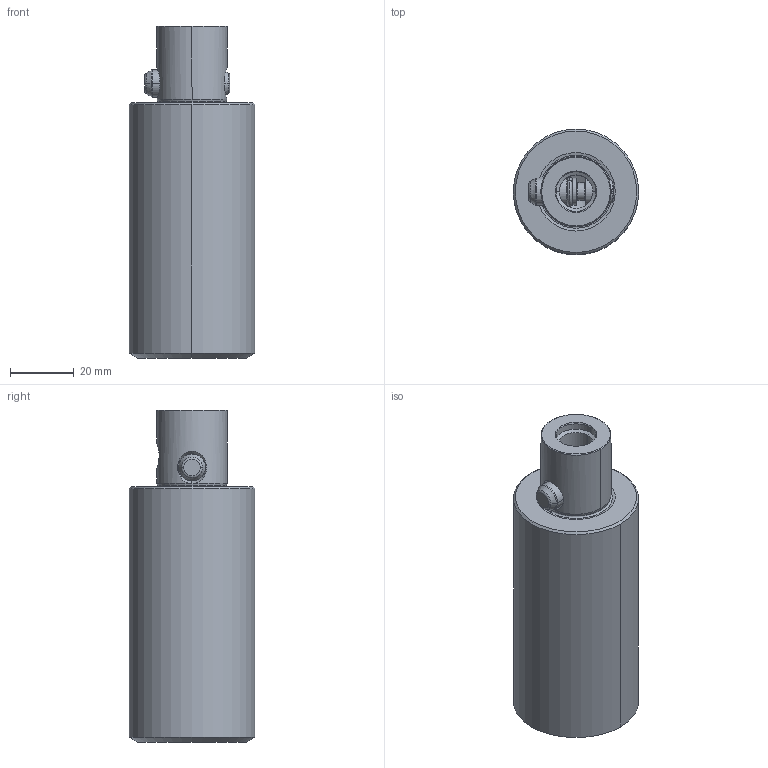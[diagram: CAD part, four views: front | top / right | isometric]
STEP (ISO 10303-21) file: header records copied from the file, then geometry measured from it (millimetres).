
FILE_DESCRIPTION(('no description'),'unknown implementation level');
FILE_NAME('EBAB15BD-5CF5-47FC-AEED-1F7C520E21D8_export.stp',' ',('CIMSOURCE GmbH'),('CADClick - KiM GmbH - www.kimweb.de'),'unknown preprocess','ACIS','unknown authorization');
FILE_SCHEMA(('automotive_design'));
Length unit declared in the file: millimetre
Products named in the file (3): 335.541 Kaiser CKS4 X D39 X 80|335.541 Kaiser CKS4 X D39 X 80_Standard;NONE; 335.541 Kaiser CKS4 X D39 X 80|691.504 Kaiser ETL �8,5 X 27K_Standard|691.524_Standard;NONE; 335.541 Kaiser CKS4 X D39 X 80|691.504 Kaiser ETL �8,5 X 27K_Standard|692.286 O-Ring 6x1.5_Standard;NONE
Bounding box: 39.3 x 39.3 x 104 mm (x, y, z)
Volume: 104028.5 mm3; surface area: 15707.6 mm2
Topology: 3 solids, 3 shells, 89 faces, 195 edges, 108 vertices
Faces by surface type: cone 30, cylinder 26, torus 24, plane 9
Entity records: 5097 total; most frequent: CARTESIAN_POINT 821, DIRECTION 479, STYLED_ITEM 391, PRESENTATION_STYLE_ASSIGNMENT 391, COLOUR_RGB 391, ORIENTED_EDGE 382, AXIS2_PLACEMENT_3D 210, EDGE_CURVE 191
